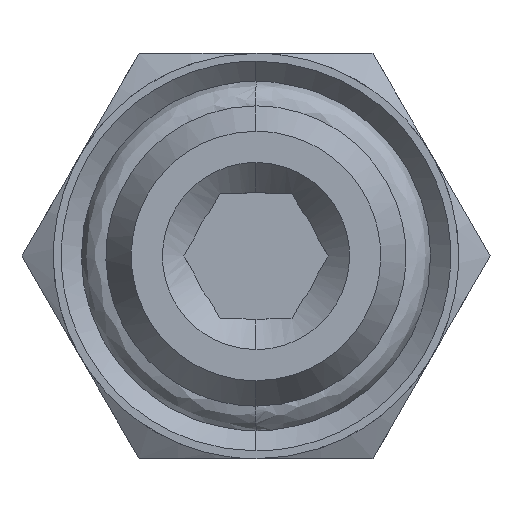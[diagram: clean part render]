
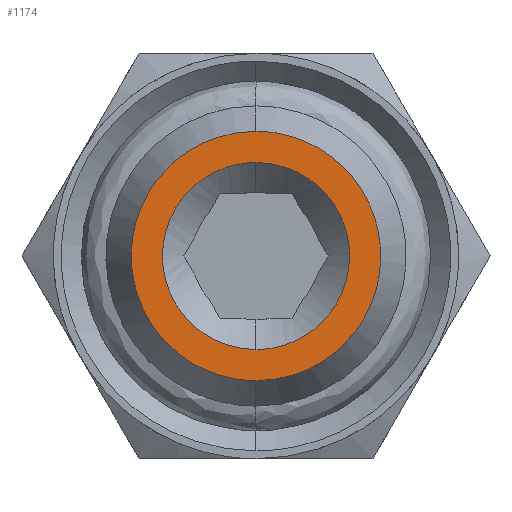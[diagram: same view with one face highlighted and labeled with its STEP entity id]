
A CAD part, front view. The second image highlights one B-rep face of the part: STEP entity #1174.
In plain terms, the highlighted free-form (B-spline) face has degree [1, 1] with [2, 2] control points.
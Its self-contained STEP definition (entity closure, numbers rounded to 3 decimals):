
#94 = CARTESIAN_POINT ( 'NONE',  ( 0.394, 0., -3. ) ) ;
#123 = CARTESIAN_POINT ( 'NONE',  ( 1.512, 0., 2.621 ) ) ;
#129 = CARTESIAN_POINT ( 'NONE',  ( 0., 0., 4. ) ) ;
#135 = CARTESIAN_POINT ( 'NONE',  ( 0.394, 0., 3. ) ) ;
#321 = CARTESIAN_POINT ( 'NONE',  ( 4.048, 0., 4.048 ) ) ;
#398 = CARTESIAN_POINT ( 'NONE',  ( -2.457, 0., 3.2 ) ) ;
#407 = B_SPLINE_CURVE_WITH_KNOTS ( 'NONE', 3,
 ( #2034, #3954, #2379, #774, #2353, #2669, #762, #1728, #2052, #2688, #3999, #2704, #818, #2878, #1941, #3910, #2101, #3437 ),
 .UNSPECIFIED., .F., .F.,
 ( 4, 2, 2, 2, 2, 2, 2, 2, 4 ),
 ( 0., 0.393, 0.785, 1.178, 1.571, 1.963, 2.356, 2.749, 3.142 ),
 .UNSPECIFIED. ) ;
#420 = EDGE_CURVE ( 'NONE', #3477, #1944, #2385, .T. ) ;
#476 = CARTESIAN_POINT ( 'NONE',  ( -3.494, 0., 2.016 ) ) ;
#489 = CARTESIAN_POINT ( 'NONE',  ( 0.525, 0., -4. ) ) ;
#490 = CARTESIAN_POINT ( 'NONE',  ( -4., 0., 0.525 ) ) ;
#645 = ORIENTED_EDGE ( 'NONE', *, *, #420, .T. ) ;
#730 = CARTESIAN_POINT ( 'NONE',  ( 1.512, 0., -2.621 ) ) ;
#754 = CARTESIAN_POINT ( 'NONE',  ( 2.457, 0., -3.2 ) ) ;
#762 = CARTESIAN_POINT ( 'NONE',  ( -2.621, 0., -1.512 ) ) ;
#764 = CARTESIAN_POINT ( 'NONE',  ( 2.621, 0., 1.512 ) ) ;
#774 = CARTESIAN_POINT ( 'NONE',  ( -1.512, 0., -2.621 ) ) ;
#794 = VERTEX_POINT ( 'NONE', #4094 ) ;
#800 = CARTESIAN_POINT ( 'NONE',  ( 1.045, 0., 3.897 ) ) ;
#801 = ORIENTED_EDGE ( 'NONE', *, *, #1345, .T. ) ;
#802 = CARTESIAN_POINT ( 'NONE',  ( -1.045, 0., -3.897 ) ) ;
#818 = CARTESIAN_POINT ( 'NONE',  ( -2.4, 0., 1.843 ) ) ;
#892 = EDGE_CURVE ( 'NONE', #794, #2062, #1772, .T. ) ;
#1074 = CARTESIAN_POINT ( 'NONE',  ( -2.457, 0., -3.2 ) ) ;
#1174 = ADVANCED_FACE ( 'NONE', ( #2102, #1998 ), #1278, .T. ) ;
#1278 = B_SPLINE_SURFACE_WITH_KNOTS ( 'NONE', 1, 1, ( 
 ( #1894, #321 ),
 ( #3854, #1589 ) ),
 .UNSPECIFIED., .F., .F., .F.,
 ( 2, 2 ),
 ( 2, 2 ),
 ( 0., 1. ),
 ( 0., 1. ),
 .UNSPECIFIED. ) ;
#1345 = EDGE_CURVE ( 'NONE', #1944, #3477, #407, .T. ) ;
#1361 = CARTESIAN_POINT ( 'NONE',  ( 2.922, 0., 0.784 ) ) ;
#1372 = CARTESIAN_POINT ( 'NONE',  ( 0.784, 0., 2.922 ) ) ;
#1410 = CARTESIAN_POINT ( 'NONE',  ( 0., 0., 3. ) ) ;
#1443 = CARTESIAN_POINT ( 'NONE',  ( 0.525, 0., 4. ) ) ;
#1461 = CARTESIAN_POINT ( 'NONE',  ( 3.897, 0., 1.045 ) ) ;
#1589 = CARTESIAN_POINT ( 'NONE',  ( 4.048, 0., -4.048 ) ) ;
#1683 = CARTESIAN_POINT ( 'NONE',  ( 2.922, 0., -0.784 ) ) ;
#1712 = CARTESIAN_POINT ( 'NONE',  ( -1.045, 0., 3.897 ) ) ;
#1728 = CARTESIAN_POINT ( 'NONE',  ( -2.922, 0., -0.784 ) ) ;
#1748 = CARTESIAN_POINT ( 'NONE',  ( 0., 0., -3. ) ) ;
#1755 = CARTESIAN_POINT ( 'NONE',  ( 4., 0., -0.525 ) ) ;
#1772 = B_SPLINE_CURVE_WITH_KNOTS ( 'NONE', 3,
 ( #3301, #1966, #1712, #1979, #398, #2625, #476, #2702, #490, #3660, #3364, #2374, #3029, #1074, #3346, #802, #3679, #3336 ),
 .UNSPECIFIED., .F., .F.,
 ( 4, 2, 2, 2, 2, 2, 2, 2, 4 ),
 ( 0., 0.393, 0.785, 1.178, 1.571, 1.963, 2.356, 2.749, 3.142 ),
 .UNSPECIFIED. ) ;
#1789 = CARTESIAN_POINT ( 'NONE',  ( 0., 0., -4. ) ) ;
#1793 = CARTESIAN_POINT ( 'NONE',  ( 0., 0., -4. ) ) ;
#1894 = CARTESIAN_POINT ( 'NONE',  ( -4.048, 0., 4.048 ) ) ;
#1915 = B_SPLINE_CURVE_WITH_KNOTS ( 'NONE', 3,
 ( #1789, #489, #3344, #2099, #754, #3334, #2389, #3016, #1755, #2072, #1461, #3379, #2713, #3983, #3658, #800, #1443, #129 ),
 .UNSPECIFIED., .F., .F.,
 ( 4, 2, 2, 2, 2, 2, 2, 2, 4 ),
 ( 0., 0.393, 0.785, 1.178, 1.571, 1.963, 2.356, 2.749, 3.142 ),
 .UNSPECIFIED. ) ;
#1941 = CARTESIAN_POINT ( 'NONE',  ( -1.512, 0., 2.621 ) ) ;
#1944 = VERTEX_POINT ( 'NONE', #1748 ) ;
#1966 = CARTESIAN_POINT ( 'NONE',  ( -0.525, 0., 4. ) ) ;
#1979 = CARTESIAN_POINT ( 'NONE',  ( -2.016, 0., 3.494 ) ) ;
#1998 = FACE_OUTER_BOUND ( 'NONE', #3620, .T. ) ;
#2007 = CARTESIAN_POINT ( 'NONE',  ( 0.784, 0., -2.922 ) ) ;
#2034 = CARTESIAN_POINT ( 'NONE',  ( 0., 0., -3. ) ) ;
#2052 = CARTESIAN_POINT ( 'NONE',  ( -3., 0., -0.394 ) ) ;
#2054 = CARTESIAN_POINT ( 'NONE',  ( 1.843, 0., -2.4 ) ) ;
#2062 = VERTEX_POINT ( 'NONE', #1793 ) ;
#2072 = CARTESIAN_POINT ( 'NONE',  ( 4., 0., 0.525 ) ) ;
#2099 = CARTESIAN_POINT ( 'NONE',  ( 2.016, 0., -3.494 ) ) ;
#2101 = CARTESIAN_POINT ( 'NONE',  ( -0.394, 0., 3. ) ) ;
#2102 = FACE_BOUND ( 'NONE', #3814, .T. ) ;
#2353 = CARTESIAN_POINT ( 'NONE',  ( -1.843, 0., -2.4 ) ) ;
#2374 = CARTESIAN_POINT ( 'NONE',  ( -3.494, 0., -2.016 ) ) ;
#2379 = CARTESIAN_POINT ( 'NONE',  ( -0.784, 0., -2.922 ) ) ;
#2385 = B_SPLINE_CURVE_WITH_KNOTS ( 'NONE', 3,
 ( #1410, #135, #1372, #123, #2671, #3666, #764, #1361, #3008, #3639, #1683, #3990, #3944, #2054, #730, #2007, #94, #3955 ),
 .UNSPECIFIED., .F., .F.,
 ( 4, 2, 2, 2, 2, 2, 2, 2, 4 ),
 ( 0., 0.393, 0.785, 1.178, 1.571, 1.963, 2.356, 2.749, 3.142 ),
 .UNSPECIFIED. ) ;
#2389 = CARTESIAN_POINT ( 'NONE',  ( 3.494, 0., -2.016 ) ) ;
#2625 = CARTESIAN_POINT ( 'NONE',  ( -3.2, 0., 2.457 ) ) ;
#2669 = CARTESIAN_POINT ( 'NONE',  ( -2.4, 0., -1.843 ) ) ;
#2671 = CARTESIAN_POINT ( 'NONE',  ( 1.843, 0., 2.4 ) ) ;
#2688 = CARTESIAN_POINT ( 'NONE',  ( -3., 0., 0.394 ) ) ;
#2694 = ORIENTED_EDGE ( 'NONE', *, *, #892, .T. ) ;
#2702 = CARTESIAN_POINT ( 'NONE',  ( -3.897, 0., 1.045 ) ) ;
#2704 = CARTESIAN_POINT ( 'NONE',  ( -2.621, 0., 1.512 ) ) ;
#2713 = CARTESIAN_POINT ( 'NONE',  ( 3.2, 0., 2.457 ) ) ;
#2878 = CARTESIAN_POINT ( 'NONE',  ( -1.843, 0., 2.4 ) ) ;
#3008 = CARTESIAN_POINT ( 'NONE',  ( 3., 0., 0.394 ) ) ;
#3016 = CARTESIAN_POINT ( 'NONE',  ( 3.897, 0., -1.045 ) ) ;
#3029 = CARTESIAN_POINT ( 'NONE',  ( -3.2, 0., -2.457 ) ) ;
#3301 = CARTESIAN_POINT ( 'NONE',  ( 0., 0., 4. ) ) ;
#3334 = CARTESIAN_POINT ( 'NONE',  ( 3.2, 0., -2.457 ) ) ;
#3336 = CARTESIAN_POINT ( 'NONE',  ( 0., 0., -4. ) ) ;
#3344 = CARTESIAN_POINT ( 'NONE',  ( 1.045, 0., -3.897 ) ) ;
#3346 = CARTESIAN_POINT ( 'NONE',  ( -2.016, 0., -3.494 ) ) ;
#3364 = CARTESIAN_POINT ( 'NONE',  ( -3.897, 0., -1.045 ) ) ;
#3379 = CARTESIAN_POINT ( 'NONE',  ( 3.494, 0., 2.016 ) ) ;
#3437 = CARTESIAN_POINT ( 'NONE',  ( 0., 0., 3. ) ) ;
#3477 = VERTEX_POINT ( 'NONE', #3603 ) ;
#3603 = CARTESIAN_POINT ( 'NONE',  ( 0., 0., 3. ) ) ;
#3620 = EDGE_LOOP ( 'NONE', ( #2694, #3817 ) ) ;
#3639 = CARTESIAN_POINT ( 'NONE',  ( 3., 0., -0.394 ) ) ;
#3658 = CARTESIAN_POINT ( 'NONE',  ( 2.016, 0., 3.494 ) ) ;
#3660 = CARTESIAN_POINT ( 'NONE',  ( -4., 0., -0.525 ) ) ;
#3666 = CARTESIAN_POINT ( 'NONE',  ( 2.4, 0., 1.843 ) ) ;
#3679 = CARTESIAN_POINT ( 'NONE',  ( -0.525, 0., -4. ) ) ;
#3680 = EDGE_CURVE ( 'NONE', #2062, #794, #1915, .T. ) ;
#3814 = EDGE_LOOP ( 'NONE', ( #645, #801 ) ) ;
#3817 = ORIENTED_EDGE ( 'NONE', *, *, #3680, .T. ) ;
#3854 = CARTESIAN_POINT ( 'NONE',  ( -4.048, 0., -4.048 ) ) ;
#3910 = CARTESIAN_POINT ( 'NONE',  ( -0.784, 0., 2.922 ) ) ;
#3944 = CARTESIAN_POINT ( 'NONE',  ( 2.4, 0., -1.843 ) ) ;
#3954 = CARTESIAN_POINT ( 'NONE',  ( -0.394, 0., -3. ) ) ;
#3955 = CARTESIAN_POINT ( 'NONE',  ( 0., 0., -3. ) ) ;
#3983 = CARTESIAN_POINT ( 'NONE',  ( 2.457, 0., 3.2 ) ) ;
#3990 = CARTESIAN_POINT ( 'NONE',  ( 2.621, 0., -1.512 ) ) ;
#3999 = CARTESIAN_POINT ( 'NONE',  ( -2.922, 0., 0.784 ) ) ;
#4094 = CARTESIAN_POINT ( 'NONE',  ( 0., 0., 4. ) ) ;
